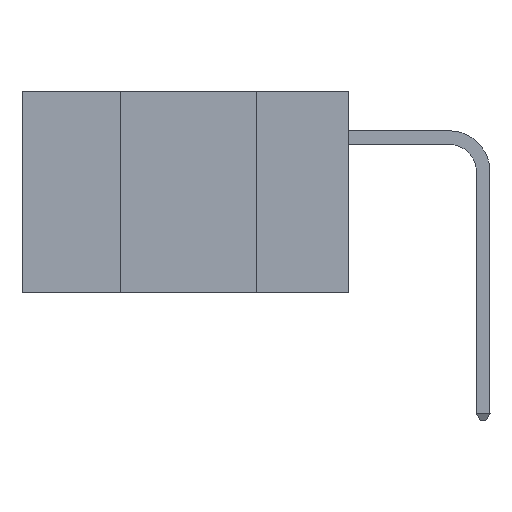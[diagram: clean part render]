
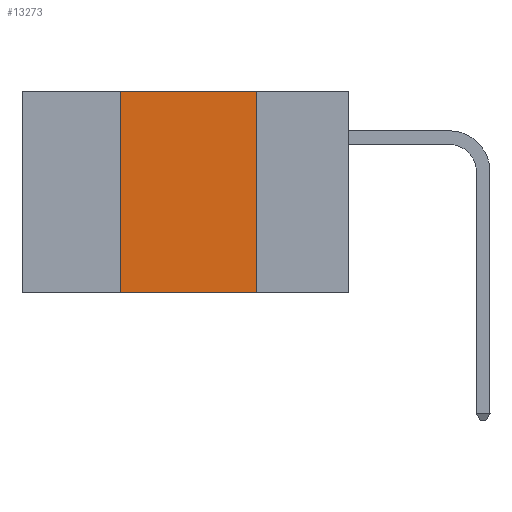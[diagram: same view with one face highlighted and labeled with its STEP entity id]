
A CAD part, left-side view. The second image highlights one B-rep face of the part: STEP entity #13273.
In plain terms, the highlighted planar face has unit normal (-1, 0, 0).
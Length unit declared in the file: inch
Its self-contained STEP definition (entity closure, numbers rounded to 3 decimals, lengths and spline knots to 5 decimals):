
#1083 = VECTOR ( 'NONE', #2671, 39.37008 ) ;
#1091 = EDGE_CURVE ( 'NONE', #9541, #22160, #17072, .T. ) ;
#2671 = DIRECTION ( 'NONE',  ( 0., 0., -1. ) ) ;
#4577 = ORIENTED_EDGE ( 'NONE', *, *, #30792, .T. ) ;
#5190 = CARTESIAN_POINT ( 'NONE',  ( 0., 0.17, -0.37 ) ) ;
#5927 = CARTESIAN_POINT ( 'NONE',  ( 0., 0.42, -0.37 ) ) ;
#8030 = PLANE ( 'NONE',  #21602 ) ;
#8505 = EDGE_CURVE ( 'NONE', #10694, #9352, #31273, .T. ) ;
#8571 = EDGE_CURVE ( 'NONE', #9352, #9541, #11915, .T. ) ;
#8822 = ORIENTED_EDGE ( 'NONE', *, *, #1091, .F. ) ;
#9349 = CARTESIAN_POINT ( 'NONE',  ( 0., 0.42, 0. ) ) ;
#9352 = VERTEX_POINT ( 'NONE', #16477 ) ;
#9541 = VERTEX_POINT ( 'NONE', #14553 ) ;
#10694 = VERTEX_POINT ( 'NONE', #5927 ) ;
#11192 = FACE_OUTER_BOUND ( 'NONE', #19103, .T. ) ;
#11418 = VECTOR ( 'NONE', #26469, 39.37008 ) ;
#11915 = LINE ( 'NONE', #31444, #28817 ) ;
#13273 = ADVANCED_FACE ( 'NONE', ( #11192 ), #8030, .F. ) ;
#14553 = CARTESIAN_POINT ( 'NONE',  ( 0., 0.17, 0. ) ) ;
#15375 = DIRECTION ( 'NONE',  ( 1., 0., 0. ) ) ;
#16230 = DIRECTION ( 'NONE',  ( 0., -1., 0. ) ) ;
#16477 = CARTESIAN_POINT ( 'NONE',  ( 0., 0.42, 0. ) ) ;
#17072 = LINE ( 'NONE', #24582, #1083 ) ;
#17784 = CARTESIAN_POINT ( 'NONE',  ( 0., 0.6, 0. ) ) ;
#18106 = DIRECTION ( 'NONE',  ( 0., 0., -1. ) ) ;
#19103 = EDGE_LOOP ( 'NONE', ( #8822, #29731, #22100, #4577 ) ) ;
#20282 = LINE ( 'NONE', #20596, #30289 ) ;
#20596 = CARTESIAN_POINT ( 'NONE',  ( 0., 0.6, -0.37 ) ) ;
#21602 = AXIS2_PLACEMENT_3D ( 'NONE', #17784, #15375, #18106 ) ;
#22100 = ORIENTED_EDGE ( 'NONE', *, *, #8505, .F. ) ;
#22160 = VERTEX_POINT ( 'NONE', #5190 ) ;
#24582 = CARTESIAN_POINT ( 'NONE',  ( 0., 0.17, 0. ) ) ;
#26469 = DIRECTION ( 'NONE',  ( 0., 0., 1. ) ) ;
#28817 = VECTOR ( 'NONE', #16230, 39.37008 ) ;
#29731 = ORIENTED_EDGE ( 'NONE', *, *, #8571, .F. ) ;
#30033 = DIRECTION ( 'NONE',  ( 0., -1., 0. ) ) ;
#30289 = VECTOR ( 'NONE', #30033, 39.37008 ) ;
#30792 = EDGE_CURVE ( 'NONE', #10694, #22160, #20282, .T. ) ;
#31273 = LINE ( 'NONE', #9349, #11418 ) ;
#31444 = CARTESIAN_POINT ( 'NONE',  ( 0., 0.6, 0. ) ) ;
